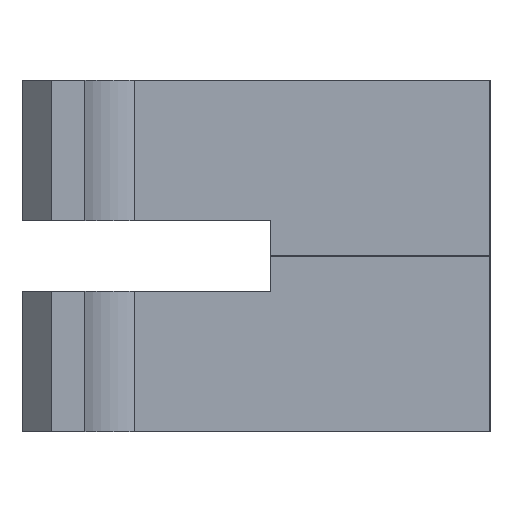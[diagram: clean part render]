
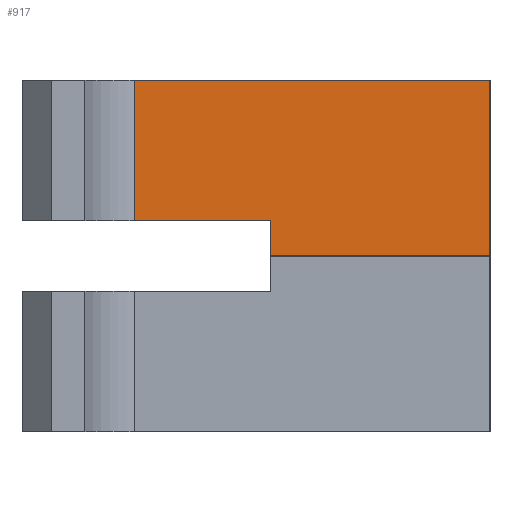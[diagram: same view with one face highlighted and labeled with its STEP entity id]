
A CAD part, left-side view. The second image highlights one B-rep face of the part: STEP entity #917.
In plain terms, the highlighted planar face has unit normal (-1, 0, 0).
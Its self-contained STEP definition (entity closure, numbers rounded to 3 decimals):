
#53=FACE_OUTER_BOUND('',#105,.T.);
#105=EDGE_LOOP('',(#638,#639,#640,#641,#642,#643));
#160=LINE('',#1328,#276);
#165=LINE('',#1339,#281);
#168=LINE('',#1345,#284);
#171=LINE('',#1352,#287);
#172=LINE('',#1356,#288);
#173=LINE('',#1357,#289);
#276=VECTOR('',#1067,10.);
#281=VECTOR('',#1078,10.);
#284=VECTOR('',#1083,10.);
#287=VECTOR('',#1090,10.);
#288=VECTOR('',#1095,10.);
#289=VECTOR('',#1096,10.);
#391=VERTEX_POINT('',#1325);
#392=VERTEX_POINT('',#1327);
#395=VERTEX_POINT('',#1337);
#397=VERTEX_POINT('',#1343);
#399=VERTEX_POINT('',#1351);
#400=VERTEX_POINT('',#1355);
#481=EDGE_CURVE('',#392,#391,#160,.F.);
#487=EDGE_CURVE('',#391,#395,#165,.T.);
#490=EDGE_CURVE('',#397,#395,#168,.F.);
#493=EDGE_CURVE('',#399,#392,#171,.T.);
#495=EDGE_CURVE('',#400,#397,#172,.F.);
#496=EDGE_CURVE('',#399,#400,#173,.F.);
#638=ORIENTED_EDGE('',*,*,#493,.T.);
#639=ORIENTED_EDGE('',*,*,#481,.T.);
#640=ORIENTED_EDGE('',*,*,#487,.T.);
#641=ORIENTED_EDGE('',*,*,#490,.F.);
#642=ORIENTED_EDGE('',*,*,#495,.F.);
#643=ORIENTED_EDGE('',*,*,#496,.F.);
#872=PLANE('',#989);
#917=ADVANCED_FACE('',(#53),#872,.T.);
#989=AXIS2_PLACEMENT_3D('',#1354,#1093,#1094);
#1067=DIRECTION('',(0.,1.,0.));
#1078=DIRECTION('',(0.,0.,-1.));
#1083=DIRECTION('',(0.,-1.,0.));
#1090=DIRECTION('',(0.,0.,-1.));
#1093=DIRECTION('center_axis',(-1.,0.,0.));
#1094=DIRECTION('ref_axis',(0.,0.,-1.));
#1095=DIRECTION('',(0.,0.,1.));
#1096=DIRECTION('',(0.,1.,0.));
#1325=CARTESIAN_POINT('',(-26.103,-0.5,-77.069));
#1327=CARTESIAN_POINT('',(-26.103,4.151,-77.069));
#1328=CARTESIAN_POINT('',(-26.103,8.,-77.069));
#1337=CARTESIAN_POINT('',(-26.103,-0.5,-78.269));
#1339=CARTESIAN_POINT('',(-26.103,-0.5,-74.669));
#1343=CARTESIAN_POINT('',(-26.103,-8.,-78.269));
#1345=CARTESIAN_POINT('',(-26.103,1.875,-78.269));
#1351=CARTESIAN_POINT('',(-26.103,4.151,-72.269));
#1352=CARTESIAN_POINT('',(-26.103,4.151,-77.169));
#1354=CARTESIAN_POINT('Origin',(-26.103,8.,-72.169));
#1355=CARTESIAN_POINT('',(-26.103,-8.,-72.269));
#1356=CARTESIAN_POINT('',(-26.103,-8.,-73.419));
#1357=CARTESIAN_POINT('',(-26.103,8.,-72.269));
